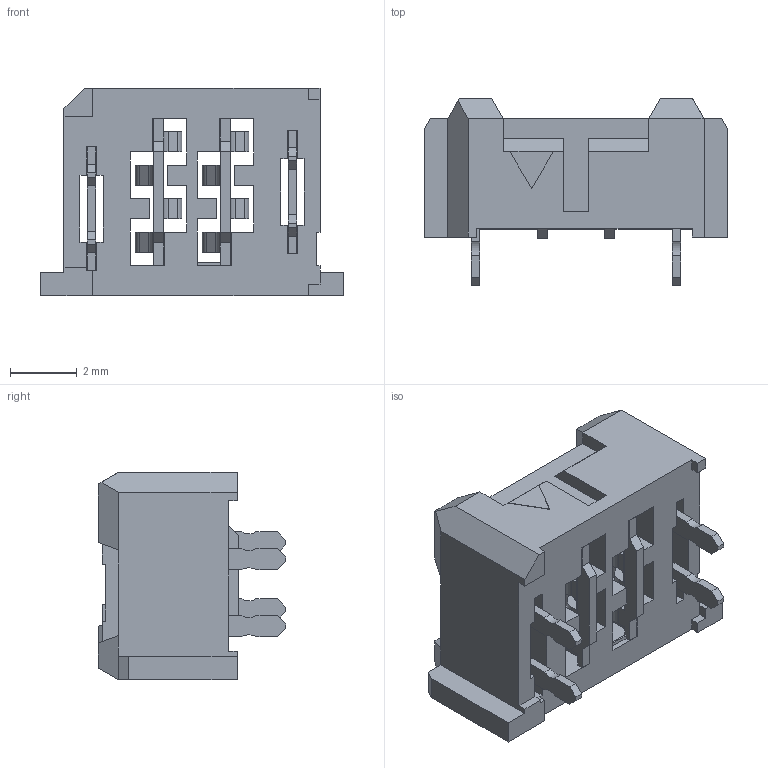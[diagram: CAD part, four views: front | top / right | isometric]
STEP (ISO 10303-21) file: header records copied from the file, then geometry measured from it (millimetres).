
FILE_DESCRIPTION( ( 'STEP AP203' ), '1' );
FILE_NAME( 'UMPS-02-03.5-T-VT-SM-WT.stp', '2020-12-23T11:33:48', ( 'License CC BY-ND 4.0' ), ( 'CADENAS' ), ' ', 'PARTsolutions', ' ' );
FILE_SCHEMA( ( 'CONFIG_CONTROL_DESIGN' ) );
Length unit declared in the file: millimetre
Products named in the file (4): UMPS-02-03.5-T-VT-SM-WT; _02-03.5--WT_BODY; _UMPS-02-03.5-SM_PINS; _02-03.5-SM_PINS2
Assembly tree (3 placements, depth 2):
  UMPS-02-03.5-T-VT-SM-WT
    _02-03.5--WT_BODY
    _UMPS-02-03.5-SM_PINS
    _02-03.5-SM_PINS2
Bounding box: 9.05 x 5.6 x 6.2 mm (x, y, z)
Volume: 123.7 mm3; surface area: 461 mm2
Topology: 3 solids, 3 shells, 337 faces, 983 edges, 649 vertices
Faces by surface type: plane 289, cylinder 48
Entity records: 11142 total; most frequent: CARTESIAN_POINT 1973, ORIENTED_EDGE 1966, DIRECTION 1761, EDGE_CURVE 983, LINE 887, VECTOR 887, VERTEX_POINT 649, AXIS2_PLACEMENT_3D 437
